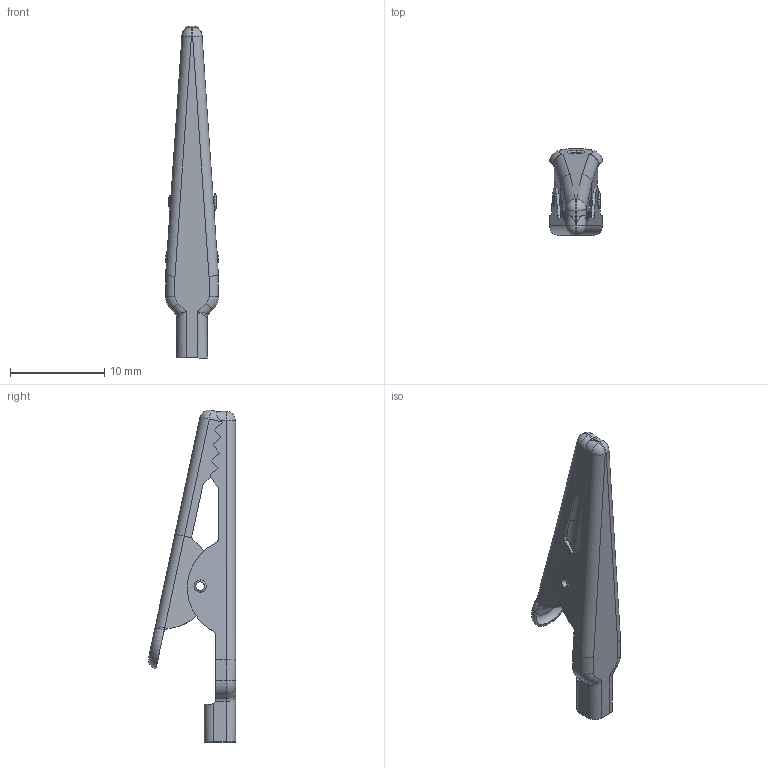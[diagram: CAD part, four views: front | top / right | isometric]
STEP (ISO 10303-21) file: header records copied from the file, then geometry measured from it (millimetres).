
FILE_DESCRIPTION (( 'STEP AP214' ), '1' );
FILE_NAME ('Crocodile Clip.STEP', '2017-11-19T07:57:49', ( 'M.B.I.' ), ( '' ), 'SwSTEP 2.0', '', '' );
FILE_SCHEMA (( 'AUTOMOTIVE_DESIGN' ));
Length unit declared in the file: millimetre
Products named in the file (3): Crocodile clip_02; Crocodile clip_01; Crocodile Clip
Assembly tree (2 placements, depth 2):
  Crocodile Clip
    Crocodile clip_01
    Crocodile clip_02
Bounding box: 5.6 x 9.22 x 35.15 mm (x, y, z)
Volume: 155.9 mm3; surface area: 1130.7 mm2
Topology: 5 solids, 5 shells, 254 faces, 650 edges, 400 vertices
Faces by surface type: plane 118, cylinder 86, bspline 24, torus 14, sphere 12
Entity records: 10157 total; most frequent: CARTESIAN_POINT 4279, ORIENTED_EDGE 1284, DIRECTION 1104, EDGE_CURVE 642, VERTEX_POINT 400, VECTOR 378, LINE 378, AXIS2_PLACEMENT_3D 363
